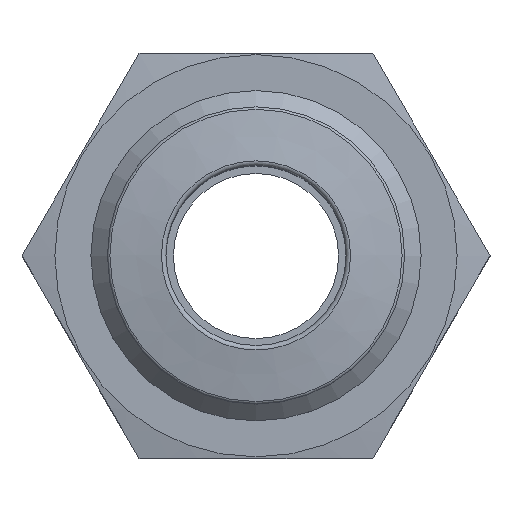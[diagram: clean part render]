
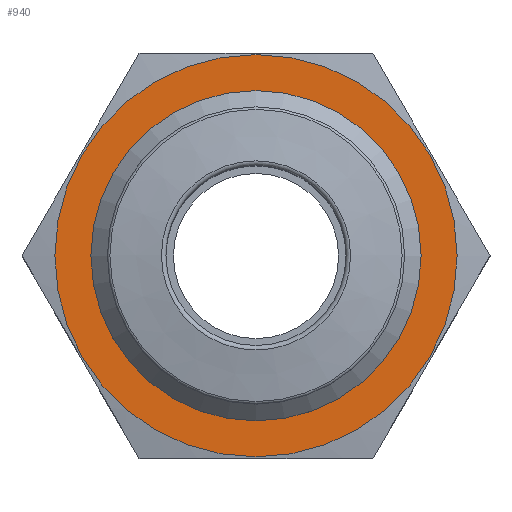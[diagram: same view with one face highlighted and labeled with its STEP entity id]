
A CAD part, top view. The second image highlights one B-rep face of the part: STEP entity #940.
In plain terms, the highlighted face is planar.
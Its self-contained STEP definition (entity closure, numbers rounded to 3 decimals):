
#67=PLANE('',#1048);
#190=ORIENTED_EDGE('',*,*,#277,.F.);
#191=ORIENTED_EDGE('',*,*,#270,.T.);
#270=EDGE_CURVE('',#334,#334,#386,.T.);
#277=EDGE_CURVE('',#341,#341,#387,.T.);
#334=VERTEX_POINT('',#1441);
#341=VERTEX_POINT('',#1480);
#386=CIRCLE('',#1047,13.4);
#387=CIRCLE('',#1049,11.);
#476=EDGE_LOOP('',(#190));
#477=EDGE_LOOP('',(#191));
#576=FACE_BOUND('',#476,.T.);
#577=FACE_BOUND('',#477,.T.);
#940=ADVANCED_FACE('',(#576,#577),#67,.F.);
#1047=AXIS2_PLACEMENT_3D('',#1440,#1237,#1238);
#1048=AXIS2_PLACEMENT_3D('',#1478,#1239,#1240);
#1049=AXIS2_PLACEMENT_3D('',#1479,#1241,#1242);
#1237=DIRECTION('',(1.,0.,0.));
#1238=DIRECTION('',(0.,0.,-1.));
#1239=DIRECTION('',(-1.,0.,0.));
#1240=DIRECTION('',(0.,0.,1.));
#1241=DIRECTION('',(1.,0.,0.));
#1242=DIRECTION('',(0.,0.,-1.));
#1440=CARTESIAN_POINT('',(6.,0.,0.));
#1441=CARTESIAN_POINT('',(6.,0.,-13.4));
#1478=CARTESIAN_POINT('',(6.,13.4,0.));
#1479=CARTESIAN_POINT('',(6.,0.,0.));
#1480=CARTESIAN_POINT('',(6.,0.,-11.));
